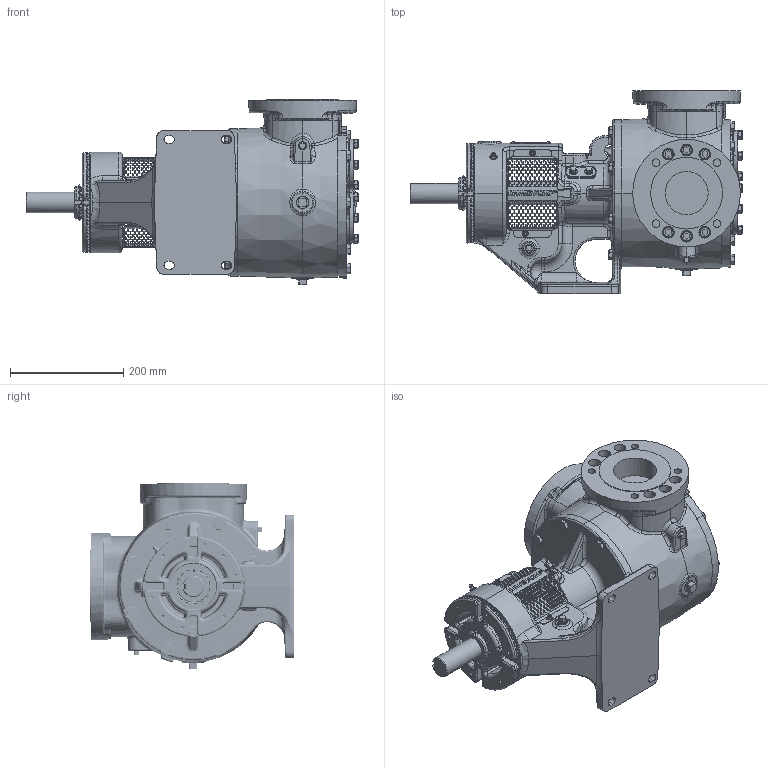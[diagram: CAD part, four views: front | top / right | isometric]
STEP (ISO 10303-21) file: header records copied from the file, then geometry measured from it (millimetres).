
FILE_DESCRIPTION (( 'STEP AP214' ), '1' );
FILE_NAME ('LV-4508.STEP', '2024-02-12T17:23:30', ( '' ), ( '' ), 'SwSTEP 2.0', 'SolidWorks 2022', '' );
FILE_SCHEMA (( 'AUTOMOTIVE_DESIGN' ));
Length unit declared in the file: millimetre
Products named in the file (1): LV-4508
Bounding box: 587.08 x 360.36 x 328.36 mm (x, y, z)
Volume: 18240760.5 mm3; surface area: 886917.8 mm2
Topology: 1 solids, 1 shells, 7260 faces, 19244 edges, 12164 vertices
Faces by surface type: bspline 3163, plane 2257, cylinder 966, cone 637, torus 169, sphere 68
Entity records: 360763 total; most frequent: CARTESIAN_POINT 157104, ORIENTED_EDGE 38306, DIRECTION 24534, EDGE_CURVE 19153, VERTEX_POINT 12161, AXIS2_PLACEMENT_3D 8958, EDGE_LOOP 8370, B_SPLINE_CURVE_WITH_KNOTS 7406
